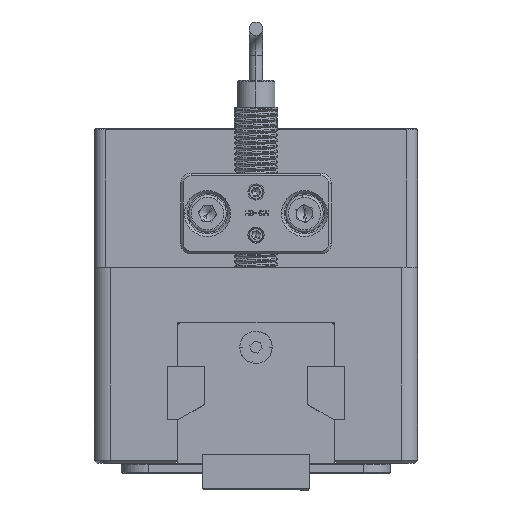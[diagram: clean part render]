
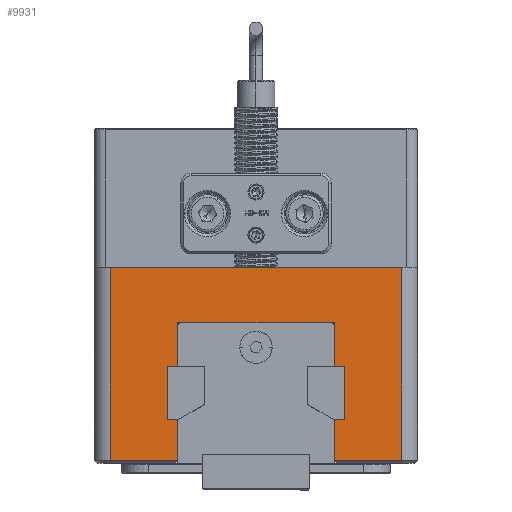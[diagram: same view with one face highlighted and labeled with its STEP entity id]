
A CAD part, left-side view. The second image highlights one B-rep face of the part: STEP entity #9931.
In plain terms, the highlighted planar face has unit normal (-1, 0, 0).
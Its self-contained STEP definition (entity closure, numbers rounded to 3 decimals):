
#58 = ORIENTED_EDGE ( 'NONE', *, *, #87271, .T. ) ;
#343 = ORIENTED_EDGE ( 'NONE', *, *, #5931, .T. ) ;
#854 = ORIENTED_EDGE ( 'NONE', *, *, #46491, .T. ) ;
#1309 = VECTOR ( 'NONE', #64856, 1000. ) ;
#1617 = CARTESIAN_POINT ( 'NONE',  ( -75.5, 14.5, 18.3 ) ) ;
#1982 = CARTESIAN_POINT ( 'NONE',  ( -75.5, 27., 0. ) ) ;
#2230 = AXIS2_PLACEMENT_3D ( 'NONE', #86809, #57223, #12812 ) ;
#2252 = CARTESIAN_POINT ( 'NONE',  ( -75.5, 14.5, 10.3 ) ) ;
#3401 = EDGE_CURVE ( 'NONE', #80826, #23073, #40918, .T. ) ;
#3810 = VECTOR ( 'NONE', #23194, 1000. ) ;
#5246 = EDGE_CURVE ( 'NONE', #25952, #72899, #52298, .T. ) ;
#5625 = LINE ( 'NONE', #28700, #82237 ) ;
#5931 = EDGE_CURVE ( 'NONE', #91693, #31963, #89496, .T. ) ;
#8340 = DIRECTION ( 'NONE',  ( 0., -1., 0. ) ) ;
#8411 = VECTOR ( 'NONE', #12518, 1000. ) ;
#8934 = LINE ( 'NONE', #2252, #11260 ) ;
#9144 = VERTEX_POINT ( 'NONE', #1982 ) ;
#9914 = VECTOR ( 'NONE', #50115, 1000. ) ;
#9931 = ADVANCED_FACE ( 'NONE', ( #54786 ), #94298, .F. ) ;
#10200 = CARTESIAN_POINT ( 'NONE',  ( -75.5, -27., 0. ) ) ;
#10702 = EDGE_LOOP ( 'NONE', ( #343, #15107, #87638, #78494, #854, #14082, #94146, #20369, #89350, #21703, #37310, #59087, #32037, #34512, #58, #95269 ) ) ;
#11260 = VECTOR ( 'NONE', #90512, 1000. ) ;
#11384 = VECTOR ( 'NONE', #56501, 1000. ) ;
#12518 = DIRECTION ( 'NONE',  ( 0., 0., -1. ) ) ;
#12812 = DIRECTION ( 'NONE',  ( 0., 0., -1. ) ) ;
#12859 = CARTESIAN_POINT ( 'NONE',  ( -75.5, -14.5, 18.3 ) ) ;
#14082 = ORIENTED_EDGE ( 'NONE', *, *, #25486, .T. ) ;
#14541 = LINE ( 'NONE', #57009, #9914 ) ;
#14849 = CARTESIAN_POINT ( 'NONE',  ( -75.5, -27., 36.3 ) ) ;
#15030 = DIRECTION ( 'NONE',  ( 0., 0., 1. ) ) ;
#15107 = ORIENTED_EDGE ( 'NONE', *, *, #84545, .T. ) ;
#15928 = DIRECTION ( 'NONE',  ( 0., 1., 0. ) ) ;
#16550 = DIRECTION ( 'NONE',  ( 0., 0., -1. ) ) ;
#17244 = LINE ( 'NONE', #40794, #56698 ) ;
#20258 = CARTESIAN_POINT ( 'NONE',  ( -75.5, -16.5, 18.3 ) ) ;
#20369 = ORIENTED_EDGE ( 'NONE', *, *, #84256, .F. ) ;
#21281 = VECTOR ( 'NONE', #96177, 1000. ) ;
#21703 = ORIENTED_EDGE ( 'NONE', *, *, #57751, .T. ) ;
#21753 = LINE ( 'NONE', #56045, #78700 ) ;
#23073 = VERTEX_POINT ( 'NONE', #12859 ) ;
#23194 = DIRECTION ( 'NONE',  ( 0., 0., 1. ) ) ;
#23318 = CARTESIAN_POINT ( 'NONE',  ( -75.5, -14.5, 10.3 ) ) ;
#23679 = CARTESIAN_POINT ( 'NONE',  ( -75.5, 14.5, 10.3 ) ) ;
#25382 = CARTESIAN_POINT ( 'NONE',  ( -75.5, 14.5, 10.3 ) ) ;
#25486 = EDGE_CURVE ( 'NONE', #73718, #23073, #14541, .T. ) ;
#25952 = VERTEX_POINT ( 'NONE', #34740 ) ;
#25954 = DIRECTION ( 'NONE',  ( 0., 0., -1. ) ) ;
#28700 = CARTESIAN_POINT ( 'NONE',  ( -75.5, 30., 28.3 ) ) ;
#30621 = CARTESIAN_POINT ( 'NONE',  ( -75.5, -14.5, 10.3 ) ) ;
#31035 = LINE ( 'NONE', #25382, #11384 ) ;
#31401 = CARTESIAN_POINT ( 'NONE',  ( -75.5, -16.5, 28.3 ) ) ;
#31821 = EDGE_CURVE ( 'NONE', #63514, #84652, #62933, .T. ) ;
#31963 = VERTEX_POINT ( 'NONE', #77398 ) ;
#32037 = ORIENTED_EDGE ( 'NONE', *, *, #62061, .F. ) ;
#32379 = CARTESIAN_POINT ( 'NONE',  ( -75.5, -14.5, 35.8 ) ) ;
#32608 = VECTOR ( 'NONE', #77546, 1000. ) ;
#34512 = ORIENTED_EDGE ( 'NONE', *, *, #52355, .T. ) ;
#34740 = CARTESIAN_POINT ( 'NONE',  ( -75.5, 16.5, 18.3 ) ) ;
#37310 = ORIENTED_EDGE ( 'NONE', *, *, #5246, .T. ) ;
#38562 = VERTEX_POINT ( 'NONE', #1617 ) ;
#40794 = CARTESIAN_POINT ( 'NONE',  ( -75.5, 27., 36.3 ) ) ;
#40918 = LINE ( 'NONE', #88045, #21281 ) ;
#41440 = VERTEX_POINT ( 'NONE', #31401 ) ;
#43022 = EDGE_CURVE ( 'NONE', #63514, #41440, #73903, .T. ) ;
#43224 = VERTEX_POINT ( 'NONE', #78218 ) ;
#46491 = EDGE_CURVE ( 'NONE', #41440, #73718, #87335, .T. ) ;
#48730 = LINE ( 'NONE', #23679, #85983 ) ;
#50115 = DIRECTION ( 'NONE',  ( 0., 1., 0. ) ) ;
#50862 = VERTEX_POINT ( 'NONE', #52090 ) ;
#50987 = DIRECTION ( 'NONE',  ( 0., -1., 0. ) ) ;
#52090 = CARTESIAN_POINT ( 'NONE',  ( -75.5, 27., 35.8 ) ) ;
#52298 = LINE ( 'NONE', #78528, #32608 ) ;
#52355 = EDGE_CURVE ( 'NONE', #93777, #50862, #21753, .T. ) ;
#53070 = EDGE_CURVE ( 'NONE', #72899, #76346, #5625, .T. ) ;
#54786 = FACE_OUTER_BOUND ( 'NONE', #10702, .T. ) ;
#55737 = DIRECTION ( 'NONE',  ( 0., 1., 0. ) ) ;
#55849 = LINE ( 'NONE', #67636, #92094 ) ;
#55931 = EDGE_CURVE ( 'NONE', #9144, #91693, #55849, .T. ) ;
#56045 = CARTESIAN_POINT ( 'NONE',  ( -75.5, 27., 35.8 ) ) ;
#56501 = DIRECTION ( 'NONE',  ( 0., -1., 0. ) ) ;
#56698 = VECTOR ( 'NONE', #25954, 1000. ) ;
#57009 = CARTESIAN_POINT ( 'NONE',  ( -75.5, 30., 18.3 ) ) ;
#57223 = DIRECTION ( 'NONE',  ( 1., 0., 0. ) ) ;
#57751 = EDGE_CURVE ( 'NONE', #38562, #25952, #62754, .T. ) ;
#58026 = EDGE_CURVE ( 'NONE', #38562, #43224, #48730, .T. ) ;
#59087 = ORIENTED_EDGE ( 'NONE', *, *, #53070, .T. ) ;
#62061 = EDGE_CURVE ( 'NONE', #93777, #76346, #8934, .T. ) ;
#62754 = LINE ( 'NONE', #87018, #1309 ) ;
#62933 = LINE ( 'NONE', #30621, #3810 ) ;
#63514 = VERTEX_POINT ( 'NONE', #81012 ) ;
#64856 = DIRECTION ( 'NONE',  ( 0., 1., 0. ) ) ;
#66971 = VECTOR ( 'NONE', #15928, 1000. ) ;
#67636 = CARTESIAN_POINT ( 'NONE',  ( -75.5, 30., 0. ) ) ;
#69229 = VECTOR ( 'NONE', #90612, 1000. ) ;
#69329 = LINE ( 'NONE', #75324, #66971 ) ;
#69696 = VECTOR ( 'NONE', #15030, 1000. ) ;
#72156 = CARTESIAN_POINT ( 'NONE',  ( -75.5, -16.5, 36.3 ) ) ;
#72899 = VERTEX_POINT ( 'NONE', #82104 ) ;
#73718 = VERTEX_POINT ( 'NONE', #20258 ) ;
#73903 = LINE ( 'NONE', #83148, #69229 ) ;
#75324 = CARTESIAN_POINT ( 'NONE',  ( -75.5, -14.5, 35.8 ) ) ;
#76346 = VERTEX_POINT ( 'NONE', #95009 ) ;
#77398 = CARTESIAN_POINT ( 'NONE',  ( -75.5, -27., 35.8 ) ) ;
#77546 = DIRECTION ( 'NONE',  ( 0., 0., 1. ) ) ;
#78218 = CARTESIAN_POINT ( 'NONE',  ( -75.5, 14.5, 10.3 ) ) ;
#78494 = ORIENTED_EDGE ( 'NONE', *, *, #43022, .T. ) ;
#78528 = CARTESIAN_POINT ( 'NONE',  ( -75.5, 16.5, 36.3 ) ) ;
#78700 = VECTOR ( 'NONE', #55737, 1000. ) ;
#80826 = VERTEX_POINT ( 'NONE', #23318 ) ;
#81012 = CARTESIAN_POINT ( 'NONE',  ( -75.5, -14.5, 28.3 ) ) ;
#81102 = CARTESIAN_POINT ( 'NONE',  ( -75.5, 14.5, 35.8 ) ) ;
#82104 = CARTESIAN_POINT ( 'NONE',  ( -75.5, 16.5, 28.3 ) ) ;
#82237 = VECTOR ( 'NONE', #50987, 1000. ) ;
#83148 = CARTESIAN_POINT ( 'NONE',  ( -75.5, 30., 28.3 ) ) ;
#84256 = EDGE_CURVE ( 'NONE', #43224, #80826, #31035, .T. ) ;
#84545 = EDGE_CURVE ( 'NONE', #31963, #84652, #69329, .T. ) ;
#84652 = VERTEX_POINT ( 'NONE', #32379 ) ;
#85983 = VECTOR ( 'NONE', #16550, 1000. ) ;
#86809 = CARTESIAN_POINT ( 'NONE',  ( -75.5, 30., 36.3 ) ) ;
#87018 = CARTESIAN_POINT ( 'NONE',  ( -75.5, 30., 18.3 ) ) ;
#87271 = EDGE_CURVE ( 'NONE', #50862, #9144, #17244, .T. ) ;
#87335 = LINE ( 'NONE', #72156, #8411 ) ;
#87638 = ORIENTED_EDGE ( 'NONE', *, *, #31821, .F. ) ;
#88045 = CARTESIAN_POINT ( 'NONE',  ( -75.5, -14.5, 10.3 ) ) ;
#89350 = ORIENTED_EDGE ( 'NONE', *, *, #58026, .F. ) ;
#89496 = LINE ( 'NONE', #14849, #69696 ) ;
#90512 = DIRECTION ( 'NONE',  ( 0., 0., -1. ) ) ;
#90612 = DIRECTION ( 'NONE',  ( 0., -1., 0. ) ) ;
#91693 = VERTEX_POINT ( 'NONE', #10200 ) ;
#92094 = VECTOR ( 'NONE', #8340, 1000. ) ;
#93777 = VERTEX_POINT ( 'NONE', #81102 ) ;
#94146 = ORIENTED_EDGE ( 'NONE', *, *, #3401, .F. ) ;
#94298 = PLANE ( 'NONE',  #2230 ) ;
#95009 = CARTESIAN_POINT ( 'NONE',  ( -75.5, 14.5, 28.3 ) ) ;
#95269 = ORIENTED_EDGE ( 'NONE', *, *, #55931, .T. ) ;
#96177 = DIRECTION ( 'NONE',  ( 0., 0., 1. ) ) ;
